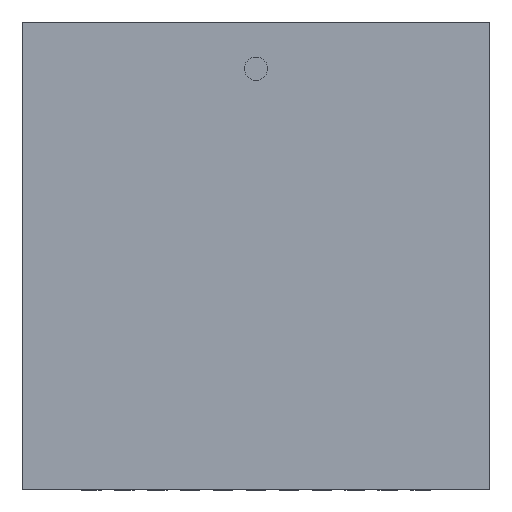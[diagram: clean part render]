
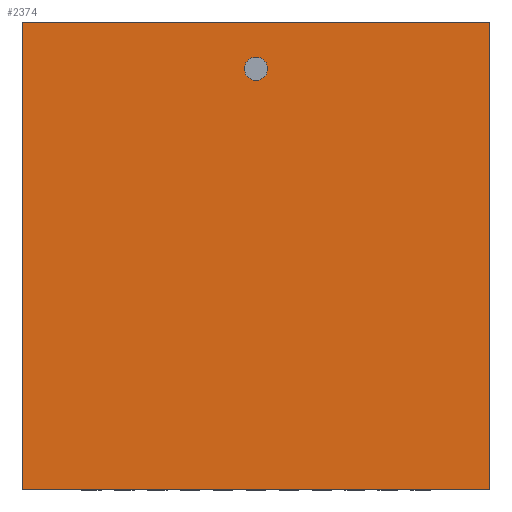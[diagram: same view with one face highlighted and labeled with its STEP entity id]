
A CAD part, top view. The second image highlights one B-rep face of the part: STEP entity #2374.
In plain terms, the highlighted planar face has unit normal (0, 0, 1).
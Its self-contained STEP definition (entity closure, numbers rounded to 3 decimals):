
#2374 = ADVANCED_FACE('',(#2375),#2409,.F.);
#2375 = FACE_BOUND('',#2376,.T.);
#2376 = EDGE_LOOP('',(#2377,#2387,#2395,#2403));
#2377 = ORIENTED_EDGE('',*,*,#2378,.F.);
#2378 = EDGE_CURVE('',#2379,#2381,#2383,.T.);
#2379 = VERTEX_POINT('',#2380);
#2380 = CARTESIAN_POINT('',(3.55,-3.55,1.397));
#2381 = VERTEX_POINT('',#2382);
#2382 = CARTESIAN_POINT('',(-3.55,-3.55,1.397));
#2383 = LINE('',#2384,#2385);
#2384 = CARTESIAN_POINT('',(3.55,-3.55,1.397));
#2385 = VECTOR('',#2386,1.);
#2386 = DIRECTION('',(-1.,0.,0.));
#2387 = ORIENTED_EDGE('',*,*,#2388,.F.);
#2388 = EDGE_CURVE('',#2389,#2379,#2391,.T.);
#2389 = VERTEX_POINT('',#2390);
#2390 = CARTESIAN_POINT('',(3.55,3.55,1.397));
#2391 = LINE('',#2392,#2393);
#2392 = CARTESIAN_POINT('',(3.55,3.55,1.397));
#2393 = VECTOR('',#2394,1.);
#2394 = DIRECTION('',(0.,-1.,0.));
#2395 = ORIENTED_EDGE('',*,*,#2396,.F.);
#2396 = EDGE_CURVE('',#2397,#2389,#2399,.T.);
#2397 = VERTEX_POINT('',#2398);
#2398 = CARTESIAN_POINT('',(-3.55,3.55,1.397));
#2399 = LINE('',#2400,#2401);
#2400 = CARTESIAN_POINT('',(-3.55,3.55,1.397));
#2401 = VECTOR('',#2402,1.);
#2402 = DIRECTION('',(1.,0.,0.));
#2403 = ORIENTED_EDGE('',*,*,#2404,.F.);
#2404 = EDGE_CURVE('',#2381,#2397,#2405,.T.);
#2405 = LINE('',#2406,#2407);
#2406 = CARTESIAN_POINT('',(-3.55,-3.55,1.397));
#2407 = VECTOR('',#2408,1.);
#2408 = DIRECTION('',(0.,1.,0.));
#2409 = PLANE('',#2410);
#2410 = AXIS2_PLACEMENT_3D('',#2411,#2412,#2413);
#2411 = CARTESIAN_POINT('',(-3.55,-3.55,1.397));
#2412 = DIRECTION('',(0.,0.,-1.));
#2413 = DIRECTION('',(0.,1.,0.));
